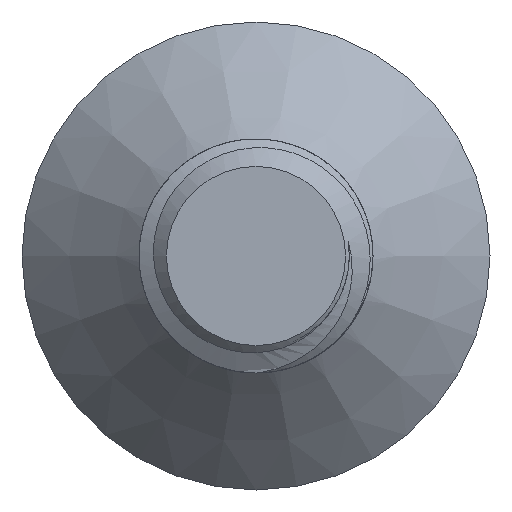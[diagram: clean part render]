
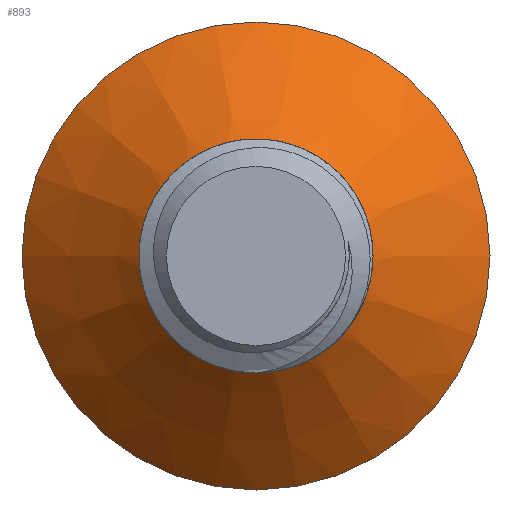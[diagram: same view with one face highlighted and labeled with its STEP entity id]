
A CAD part, left-side view. The second image highlights one B-rep face of the part: STEP entity #893.
In plain terms, the highlighted conical face has half-angle 45 degrees and reference radius 4 mm.
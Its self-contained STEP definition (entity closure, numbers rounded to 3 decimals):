
#38=CONICAL_SURFACE('',#964,4.,0.785);
#77=FACE_OUTER_BOUND('',#130,.T.);
#130=EDGE_LOOP('',(#679,#680,#681,#682,#683,#684,#685,#686));
#152=CIRCLE('',#930,4.);
#155=CIRCLE('',#965,8.);
#156=CIRCLE('',#966,3.188);
#227=B_SPLINE_CURVE_WITH_KNOTS('',3,(#3518,#3519,#3520,#3521,#3522,#3523,
#3524,#3525,#3526,#3527,#3528,#3529,#3530,#3531,#3532,#3533),
 .UNSPECIFIED.,.F.,.F.,(4,2,2,2,2,2,2,4),(1.014,1.096,
1.25,1.422,1.614,1.829,1.962,
2.097),.UNSPECIFIED.);
#228=B_SPLINE_CURVE_WITH_KNOTS('',3,(#3535,#3536,#3537,#3538,#3539,#3540,
#3541,#3542,#3543,#3544,#3545,#3546,#3547,#3548),.UNSPECIFIED.,.F.,.F.,
(4,2,2,2,2,2,4),(0.,0.087,0.172,0.284,
0.371,0.45,0.56),.UNSPECIFIED.);
#229=B_SPLINE_CURVE_WITH_KNOTS('',3,(#3551,#3552,#3553,#3554,#3555,#3556,
#3557,#3558,#3559,#3560,#3561,#3562,#3563,#3564,#3565,#3566,#3567,#3568,
#3569,#3570,#3571,#3572,#3573,#3574,#3575,#3576,#3577,#3578),
 .UNSPECIFIED.,.F.,.F.,(4,2,2,2,2,2,2,2,2,2,2,2,2,4),(0.,
0.088,0.146,0.207,0.277,
0.351,0.438,0.531,0.579,
0.678,0.726,0.836,0.958,1.014),
 .UNSPECIFIED.);
#268=LINE('',#3517,#314);
#314=VECTOR('',#1103,4.);
#331=VERTEX_POINT('',#1180);
#332=VERTEX_POINT('',#1217);
#397=VERTEX_POINT('',#3514);
#398=VERTEX_POINT('',#3516);
#399=VERTEX_POINT('',#3534);
#400=VERTEX_POINT('',#3549);
#418=EDGE_CURVE('',#332,#331,#152,.T.);
#513=EDGE_CURVE('',#397,#397,#155,.T.);
#514=EDGE_CURVE('',#397,#398,#268,.T.);
#515=EDGE_CURVE('',#398,#332,#227,.T.);
#516=EDGE_CURVE('',#331,#399,#228,.T.);
#517=EDGE_CURVE('',#399,#400,#156,.T.);
#518=EDGE_CURVE('',#400,#398,#229,.T.);
#679=ORIENTED_EDGE('',*,*,#513,.F.);
#680=ORIENTED_EDGE('',*,*,#514,.T.);
#681=ORIENTED_EDGE('',*,*,#515,.T.);
#682=ORIENTED_EDGE('',*,*,#418,.T.);
#683=ORIENTED_EDGE('',*,*,#516,.T.);
#684=ORIENTED_EDGE('',*,*,#517,.T.);
#685=ORIENTED_EDGE('',*,*,#518,.T.);
#686=ORIENTED_EDGE('',*,*,#514,.F.);
#893=ADVANCED_FACE('',(#77),#38,.T.);
#930=AXIS2_PLACEMENT_3D('',#1218,#1001,#1002);
#964=AXIS2_PLACEMENT_3D('',#3513,#1099,#1100);
#965=AXIS2_PLACEMENT_3D('',#3515,#1101,#1102);
#966=AXIS2_PLACEMENT_3D('',#3550,#1104,#1105);
#1001=DIRECTION('center_axis',(0.,0.,1.));
#1002=DIRECTION('ref_axis',(0.,-1.,0.));
#1099=DIRECTION('center_axis',(0.,0.,1.));
#1100=DIRECTION('ref_axis',(0.,-1.,0.));
#1101=DIRECTION('center_axis',(0.,0.,1.));
#1102=DIRECTION('ref_axis',(0.,-1.,0.));
#1103=DIRECTION('',(0.,-0.707,-0.707));
#1104=DIRECTION('center_axis',(0.,0.,1.));
#1105=DIRECTION('ref_axis',(1.,0.,0.));
#1180=CARTESIAN_POINT('',(-0.516,-3.967,-4.4));
#1217=CARTESIAN_POINT('',(-3.17,-2.44,-4.4));
#1218=CARTESIAN_POINT('Origin',(0.,0.,-4.4));
#3513=CARTESIAN_POINT('Origin',(0.,0.,-4.4));
#3514=CARTESIAN_POINT('',(0.,8.,-0.4));
#3515=CARTESIAN_POINT('Origin',(0.,0.,-0.4));
#3516=CARTESIAN_POINT('',(0.,3.719,-4.681));
#3517=CARTESIAN_POINT('',(0.,4.,-4.4));
#3518=CARTESIAN_POINT('Ctrl Pts',(0.,3.719,
-4.681));
#3519=CARTESIAN_POINT('Ctrl Pts',(-0.296,3.728,-4.672));
#3520=CARTESIAN_POINT('Ctrl Pts',(-0.576,3.702,-4.662));
#3521=CARTESIAN_POINT('Ctrl Pts',(-1.315,3.56,-4.637));
#3522=CARTESIAN_POINT('Ctrl Pts',(-1.773,3.374,-4.62));
#3523=CARTESIAN_POINT('Ctrl Pts',(-2.645,2.803,-4.585));
#3524=CARTESIAN_POINT('Ctrl Pts',(-2.996,2.43,-4.57));
#3525=CARTESIAN_POINT('Ctrl Pts',(-3.533,1.639,-4.538));
#3526=CARTESIAN_POINT('Ctrl Pts',(-3.732,1.172,-4.521));
#3527=CARTESIAN_POINT('Ctrl Pts',(-3.952,0.126,-4.486));
#3528=CARTESIAN_POINT('Ctrl Pts',(-3.936,-0.4,
-4.471));
#3529=CARTESIAN_POINT('Ctrl Pts',(-3.796,-1.14,-4.447));
#3530=CARTESIAN_POINT('Ctrl Pts',(-3.712,-1.416,-4.437));
#3531=CARTESIAN_POINT('Ctrl Pts',(-3.485,-1.948,-4.419));
#3532=CARTESIAN_POINT('Ctrl Pts',(-3.341,-2.203,-4.409));
#3533=CARTESIAN_POINT('Ctrl Pts',(-3.17,-2.44,-4.4));
#3534=CARTESIAN_POINT('',(-3.062,0.888,-5.212));
#3535=CARTESIAN_POINT('Ctrl Pts',(-0.516,-3.967,-4.4));
#3536=CARTESIAN_POINT('Ctrl Pts',(-0.797,-3.896,
-4.434));
#3537=CARTESIAN_POINT('Ctrl Pts',(-1.069,-3.795,-4.468));
#3538=CARTESIAN_POINT('Ctrl Pts',(-1.575,-3.537,-4.538));
#3539=CARTESIAN_POINT('Ctrl Pts',(-1.809,-3.384,-4.573));
#3540=CARTESIAN_POINT('Ctrl Pts',(-2.312,-2.971,-4.654));
#3541=CARTESIAN_POINT('Ctrl Pts',(-2.661,-2.616,-4.711));
#3542=CARTESIAN_POINT('Ctrl Pts',(-3.139,-1.735,-4.84));
#3543=CARTESIAN_POINT('Ctrl Pts',(-3.273,-1.315,-4.9));
#3544=CARTESIAN_POINT('Ctrl Pts',(-3.373,-0.488,
-5.014));
#3545=CARTESIAN_POINT('Ctrl Pts',(-3.345,-0.168,
-5.057));
#3546=CARTESIAN_POINT('Ctrl Pts',(-3.271,0.335,-5.126));
#3547=CARTESIAN_POINT('Ctrl Pts',(-3.186,0.62,-5.168));
#3548=CARTESIAN_POINT('Ctrl Pts',(-3.062,0.888,-5.212));
#3549=CARTESIAN_POINT('',(-2.793,-1.537,-5.212));
#3550=CARTESIAN_POINT('Origin',(0.,0.,-5.212));
#3551=CARTESIAN_POINT('Ctrl Pts',(-2.793,-1.537,-5.212));
#3552=CARTESIAN_POINT('Ctrl Pts',(-2.662,-1.799,-5.2));
#3553=CARTESIAN_POINT('Ctrl Pts',(-2.496,-2.042,-5.189));
#3554=CARTESIAN_POINT('Ctrl Pts',(-2.169,-2.401,-5.171));
#3555=CARTESIAN_POINT('Ctrl Pts',(-1.946,-2.621,-5.159));
#3556=CARTESIAN_POINT('Ctrl Pts',(-1.265,-3.047,-5.127));
#3557=CARTESIAN_POINT('Ctrl Pts',(-0.876,-3.197,-5.111));
#3558=CARTESIAN_POINT('Ctrl Pts',(-0.001,-3.357,
-5.077));
#3559=CARTESIAN_POINT('Ctrl Pts',(0.448,-3.333,-5.061));
#3560=CARTESIAN_POINT('Ctrl Pts',(1.259,-3.155,-5.03));
#3561=CARTESIAN_POINT('Ctrl Pts',(1.655,-2.985,-5.013));
#3562=CARTESIAN_POINT('Ctrl Pts',(2.419,-2.469,-4.979));
#3563=CARTESIAN_POINT('Ctrl Pts',(2.731,-2.126,-4.964));
#3564=CARTESIAN_POINT('Ctrl Pts',(3.196,-1.415,-4.932));
#3565=CARTESIAN_POINT('Ctrl Pts',(3.365,-1.004,-4.916));
#3566=CARTESIAN_POINT('Ctrl Pts',(3.499,-0.349,-4.891));
#3567=CARTESIAN_POINT('Ctrl Pts',(3.522,-0.123,-4.884));
#3568=CARTESIAN_POINT('Ctrl Pts',(3.525,0.576,-4.86));
#3569=CARTESIAN_POINT('Ctrl Pts',(3.433,1.043,-4.843));
#3570=CARTESIAN_POINT('Ctrl Pts',(3.167,1.691,-4.817));
#3571=CARTESIAN_POINT('Ctrl Pts',(3.059,1.895,-4.809));
#3572=CARTESIAN_POINT('Ctrl Pts',(2.643,2.524,-4.783));
#3573=CARTESIAN_POINT('Ctrl Pts',(2.288,2.854,-4.767));
#3574=CARTESIAN_POINT('Ctrl Pts',(1.537,3.361,-4.736));
#3575=CARTESIAN_POINT('Ctrl Pts',(1.092,3.548,-4.719));
#3576=CARTESIAN_POINT('Ctrl Pts',(0.411,3.689,-4.695));
#3577=CARTESIAN_POINT('Ctrl Pts',(0.202,3.712,-4.688));
#3578=CARTESIAN_POINT('Ctrl Pts',(0.,3.719,
-4.681));
